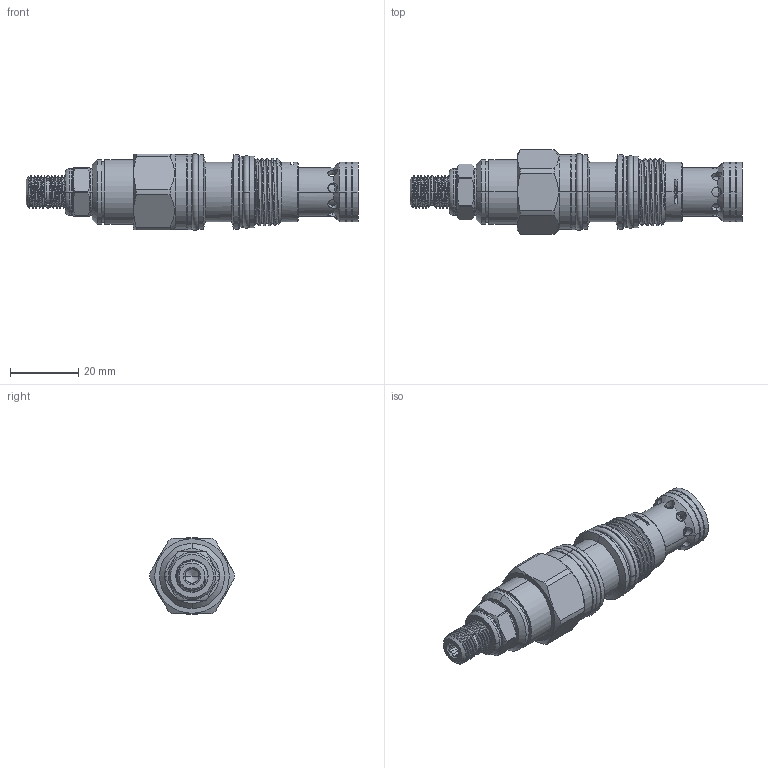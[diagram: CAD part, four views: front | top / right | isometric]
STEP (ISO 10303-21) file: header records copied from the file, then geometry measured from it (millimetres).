
FILE_DESCRIPTION (( 'STEP AP203' ), '1' );
FILE_NAME ('RV11A3G-L.STEP', '2020-03-24T05:41:57', ( '' ), ( '' ), 'SwSTEP 2.0', 'SolidWorks 2018', '' );
FILE_SCHEMA (( 'CONFIG_CONTROL_DESIGN' ));
Products named in the file (1): RV11A3G-L
Bounding box: 97.16 x 24.79 x 22.55 mm (x, y, z)
Volume: 22647.7 mm3; surface area: 11962.4 mm2
Topology: 7 solids, 7 shells, 824 faces, 2288 edges, 1453 vertices
Faces by surface type: cylinder 591, cone 99, plane 83, torus 38, bspline 7, sphere 6
Entity records: 58544 total; most frequent: CARTESIAN_POINT 38342, ORIENTED_EDGE 4568, DIRECTION 3404, EDGE_CURVE 2284, VERTEX_POINT 1453, AXIS2_PLACEMENT_3D 1329, EDGE_LOOP 1231, B_SPLINE_CURVE_WITH_KNOTS 965
